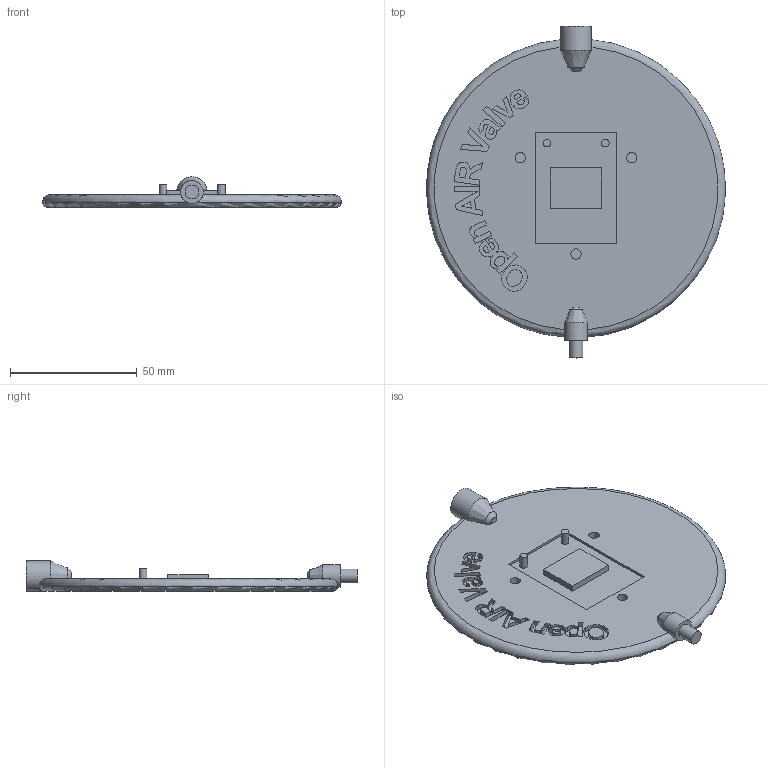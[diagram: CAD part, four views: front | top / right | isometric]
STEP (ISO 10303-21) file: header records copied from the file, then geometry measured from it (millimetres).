
FILE_DESCRIPTION(/* description */ (''),/* implementation_level */ '2;1');
FILE_NAME(/* name */ 'Valve Disc V1.0.step',/* time_stamp */ '2022-11-13T10:24:57+01:00',/* author */ (''),/* organization */ (''),/* preprocessor_version */ 'ST-DEVELOPER v19.2',/* originating_system */ 'Autodesk Translation Framework v11.17.0.187',/* authorisation */ '');
FILE_SCHEMA (('AUTOMOTIVE_DESIGN { 1 0 10303 214 3 1 1 }'));
Length unit declared in the file: millimetre
Products named in the file (1): Valve Disc
Bounding box: 117.98 x 131 x 12 mm (x, y, z)
Volume: 53811.7 mm3; surface area: 25352.8 mm2
Topology: 1 solids, 1 shells, 256 faces, 683 edges, 453 vertices
Faces by surface type: bspline 128, plane 114, cylinder 9, torus 3, cone 2
Full cylindrical faces by diameter (mm): 3 x2, 4.1 x3, 5.5 x1, 6 x1, 9 x1, 12 x1
Entity records: 9352 total; most frequent: CARTESIAN_POINT 3841, ORIENTED_EDGE 1362, DIRECTION 697, EDGE_CURVE 681, VERTEX_POINT 453, LINE 381, VECTOR 381, EDGE_LOOP 282
